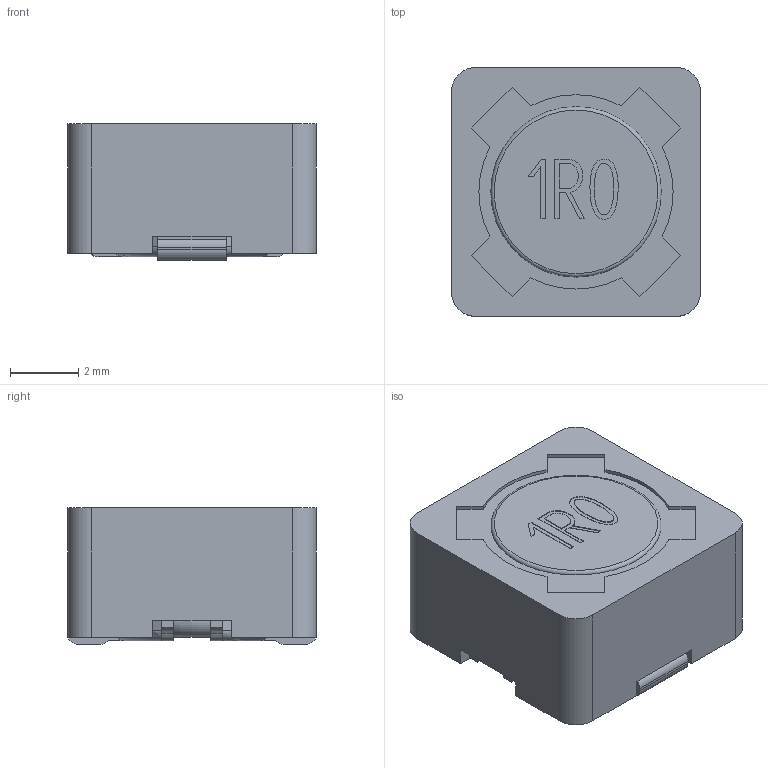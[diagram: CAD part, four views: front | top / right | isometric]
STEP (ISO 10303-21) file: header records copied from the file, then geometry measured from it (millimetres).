
FILE_DESCRIPTION(/* description */ ('Unknown'),/* implementation_level */ '2;1');
FILE_NAME(/* name */ 'HA78M-10',/* time_stamp */ '2021-11-16T10:01:11+08:00',/* author */ ('Unknown'),/* organization */ ('Unknown'),/* preprocessor_version */ 'ST-DEVELOPER v16.7',/* originating_system */ 'Solid Edge',/* authorisation */ 'Unknown');
FILE_SCHEMA (('AUTOMOTIVE_DESIGN {1 0 10303 214 3 1 1}'));
Length unit declared in the file: millimetre
Products named in the file (1): HA78M-10SERIES
Bounding box: 7.3 x 7.3 x 4 mm (x, y, z)
Volume: 197.5 mm3; surface area: 233.2 mm2
Topology: 1 solids, 1 shells, 121 faces, 334 edges, 223 vertices
Faces by surface type: plane 79, cylinder 26, torus 7, bspline 5, cone 4
Entity records: 4940 total; most frequent: CARTESIAN_POINT 1024, ORIENTED_EDGE 660, DIRECTION 589, EDGE_CURVE 330, VERTEX_POINT 222, LINE 215, VECTOR 215, AXIS2_PLACEMENT_3D 187
